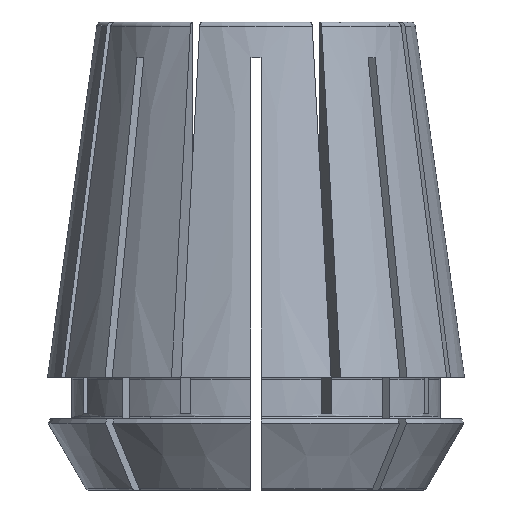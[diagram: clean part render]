
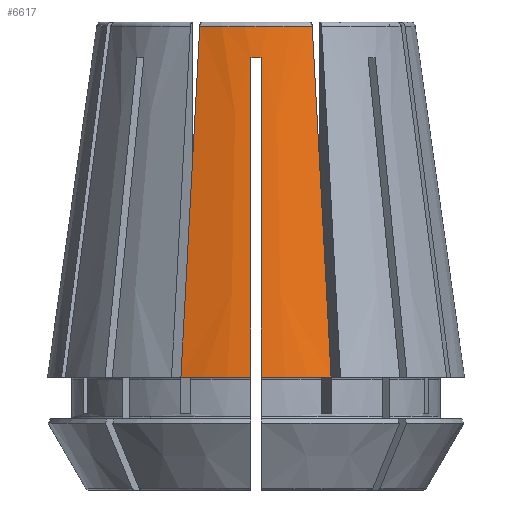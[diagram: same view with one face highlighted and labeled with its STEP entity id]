
A CAD part, front view. The second image highlights one B-rep face of the part: STEP entity #6617.
In plain terms, the highlighted conical face has half-angle 8 degrees and reference radius 20.5 mm.
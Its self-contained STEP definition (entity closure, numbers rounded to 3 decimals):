
#96=CARTESIAN_POINT('',(7.381,-19.125,11.3));
#97=VERTEX_POINT('',#96);
#104=CARTESIAN_POINT('',(0.5,-20.494,11.3));
#105=VERTEX_POINT('',#104);
#106=CARTESIAN_POINT('',(0.,0.,11.3));
#107=DIRECTION('',(-0.,-0.,1.));
#108=DIRECTION('',(-1.,0.,0.));
#109=AXIS2_PLACEMENT_3D('',#106,#107,#108);
#110=CIRCLE('',#109,20.5);
#111=EDGE_CURVE('',#105,#97,#110,.T.);
#2644=CARTESIAN_POINT('',(-0.5,-20.494,11.3));
#2645=VERTEX_POINT('',#2644);
#2750=CARTESIAN_POINT('',(-0.5,-16.079,42.7));
#2751=VERTEX_POINT('',#2750);
#2758=CARTESIAN_POINT('',(-0.5,-16.079,42.7));
#2759=CARTESIAN_POINT('',(-0.5,-18.02,28.895));
#2760=CARTESIAN_POINT('',(-0.5,-20.494,11.3));
#2761=(BOUNDED_CURVE()
B_SPLINE_CURVE(2,(#2758,#2759,#2760),.UNSPECIFIED.,.F.,.F.)
B_SPLINE_CURVE_WITH_KNOTS((3,3),(0.058,31.766),.UNSPECIFIED.)
CURVE()
GEOMETRIC_REPRESENTATION_ITEM()
RATIONAL_B_SPLINE_CURVE((1.,1.007,1.))
REPRESENTATION_ITEM(''));
#2762=EDGE_CURVE('',#2751,#2645,#2761,.T.);
#2772=CARTESIAN_POINT('',(0.5,-16.079,42.7));
#2773=VERTEX_POINT('',#2772);
#2774=CARTESIAN_POINT('',(0.,0.,42.7));
#2775=DIRECTION('',(-0.,-0.,-1.));
#2776=DIRECTION('',(-1.,0.,0.));
#2777=AXIS2_PLACEMENT_3D('',#2774,#2775,#2776);
#2778=CIRCLE('',#2777,16.087);
#2779=EDGE_CURVE('',#2773,#2751,#2778,.T.);
#6518=CARTESIAN_POINT('',(5.526,-14.648,45.77));
#6519=VERTEX_POINT('',#6518);
#6544=CARTESIAN_POINT('',(-5.526,-14.648,45.77));
#6545=VERTEX_POINT('',#6544);
#6569=CARTESIAN_POINT('',(0.,0.,45.77));
#6570=DIRECTION('',(-0.,-0.,1.));
#6571=DIRECTION('',(-1.,0.,0.));
#6572=AXIS2_PLACEMENT_3D('',#6569,#6570,#6571);
#6573=CIRCLE('',#6572,15.656);
#6574=EDGE_CURVE('',#6545,#6519,#6573,.T.);
#6579=CARTESIAN_POINT('',(0.,0.,11.3));
#6580=DIRECTION('',(0.,0.,-1.));
#6581=DIRECTION('',(-1.,0.,0.));
#6582=AXIS2_PLACEMENT_3D('',#6579,#6580,#6581);
#6583=CONICAL_SURFACE('',#6582,20.5,8.);
#6584=CARTESIAN_POINT('',(5.526,-14.648,45.77));
#6585=CARTESIAN_POINT('',(6.329,-16.587,30.846));
#6586=CARTESIAN_POINT('',(7.381,-19.125,11.3));
#6587=(BOUNDED_CURVE()
B_SPLINE_CURVE(2,(#6584,#6585,#6586),.UNSPECIFIED.,.F.,.F.)
B_SPLINE_CURVE_WITH_KNOTS((3,3),(0.058,34.866),.UNSPECIFIED.)
CURVE()
GEOMETRIC_REPRESENTATION_ITEM()
RATIONAL_B_SPLINE_CURVE((1.,1.009,1.))
REPRESENTATION_ITEM(''));
#6588=EDGE_CURVE('',#6519,#97,#6587,.T.);
#6589=ORIENTED_EDGE('',*,*,#6588,.F.);
#6590=ORIENTED_EDGE('',*,*,#6574,.F.);
#6591=CARTESIAN_POINT('',(-7.381,-19.125,11.3));
#6592=VERTEX_POINT('',#6591);
#6593=CARTESIAN_POINT('',(-5.526,-14.648,45.77));
#6594=CARTESIAN_POINT('',(-6.329,-16.587,30.846));
#6595=CARTESIAN_POINT('',(-7.381,-19.125,11.3));
#6596=(BOUNDED_CURVE()
B_SPLINE_CURVE(2,(#6593,#6594,#6595),.UNSPECIFIED.,.F.,.F.)
B_SPLINE_CURVE_WITH_KNOTS((3,3),(0.058,34.866),.UNSPECIFIED.)
CURVE()
GEOMETRIC_REPRESENTATION_ITEM()
RATIONAL_B_SPLINE_CURVE((1.,1.009,1.))
REPRESENTATION_ITEM(''));
#6597=EDGE_CURVE('',#6545,#6592,#6596,.T.);
#6598=ORIENTED_EDGE('',*,*,#6597,.T.);
#6599=CARTESIAN_POINT('',(0.,0.,11.3));
#6600=DIRECTION('',(0.,0.,1.));
#6601=DIRECTION('',(-1.,0.,0.));
#6602=AXIS2_PLACEMENT_3D('',#6599,#6600,#6601);
#6603=CIRCLE('',#6602,20.5);
#6604=EDGE_CURVE('',#6592,#2645,#6603,.T.);
#6605=ORIENTED_EDGE('',*,*,#6604,.T.);
#6606=ORIENTED_EDGE('',*,*,#2762,.F.);
#6607=ORIENTED_EDGE('',*,*,#2779,.F.);
#6608=CARTESIAN_POINT('',(0.5,-16.079,42.7));
#6609=CARTESIAN_POINT('',(0.5,-18.02,28.895));
#6610=CARTESIAN_POINT('',(0.5,-20.494,11.3));
#6611=(BOUNDED_CURVE()
B_SPLINE_CURVE(2,(#6608,#6609,#6610),.UNSPECIFIED.,.F.,.F.)
B_SPLINE_CURVE_WITH_KNOTS((3,3),(0.046,31.754),.UNSPECIFIED.)
CURVE()
GEOMETRIC_REPRESENTATION_ITEM()
RATIONAL_B_SPLINE_CURVE((1.,1.007,1.))
REPRESENTATION_ITEM(''));
#6612=EDGE_CURVE('',#2773,#105,#6611,.T.);
#6613=ORIENTED_EDGE('',*,*,#6612,.T.);
#6614=ORIENTED_EDGE('',*,*,#111,.T.);
#6615=EDGE_LOOP('',(#6589,#6590,#6598,#6605,#6606,#6607,#6613,#6614));
#6616=FACE_BOUND('',#6615,.T.);
#6617=ADVANCED_FACE('',(#6616),#6583,.T.);
